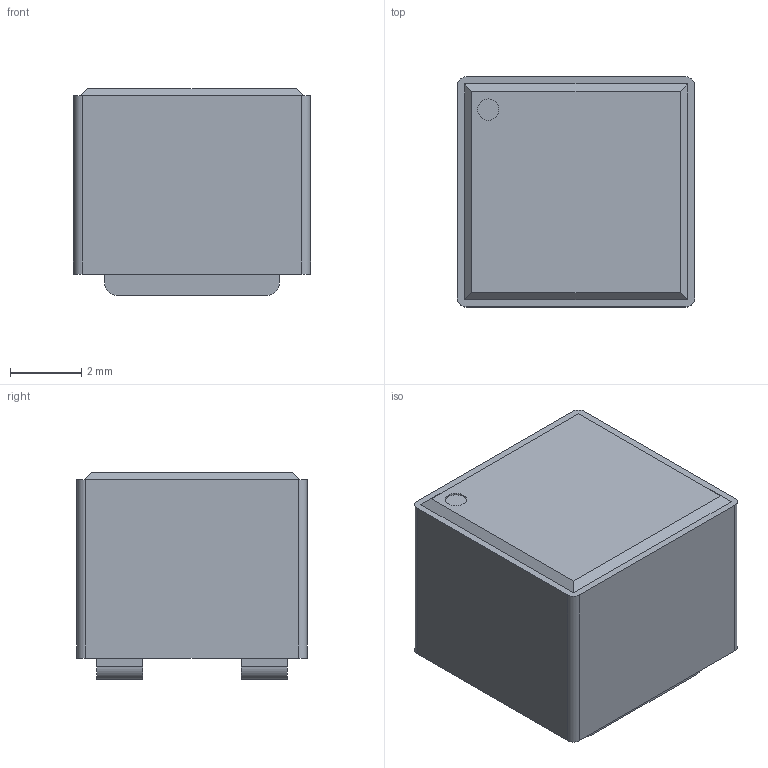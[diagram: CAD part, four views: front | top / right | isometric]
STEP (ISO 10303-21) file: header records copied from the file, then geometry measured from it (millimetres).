
FILE_DESCRIPTION(/* description */ ('','CAx-IF Rec.Pracs.---Representation and Presentation of Product Manufacturing Information (PMI)---4.0---2014-10-13'),/* implementation_level */ '2;1');
FILE_NAME(/* name */ '74439346056.step',/* time_stamp */ '2024-12-20T06:10:14+02:00',/* author */ (''),/* organization */ (''),/* preprocessor_version */ 'ST-DEVELOPER v20',/* originating_system */ 'Autodesk Translation Framework v13.20.0.188',/* authorisation */ '');
FILE_SCHEMA (('AP242_MANAGED_MODEL_BASED_3D_ENGINEERING_MIM_LF { 1 0 10303 442 1 1 4 }'));
Length unit declared in the file: millimetre
Products named in the file (1): 74439346056
Bounding box: 6.65 x 6.45 x 5.8 mm (x, y, z)
Volume: 228.8 mm3; surface area: 256 mm2
Topology: 3 solids, 3 shells, 33 faces, 75 edges, 50 vertices
Faces by surface type: plane 24, cylinder 9
Full cylindrical faces by diameter (mm): 0.6 x1
Entity records: 972 total; most frequent: DIRECTION 161, CARTESIAN_POINT 159, ORIENTED_EDGE 150, EDGE_CURVE 75, LINE 57, VECTOR 57, AXIS2_PLACEMENT_3D 52, VERTEX_POINT 50
